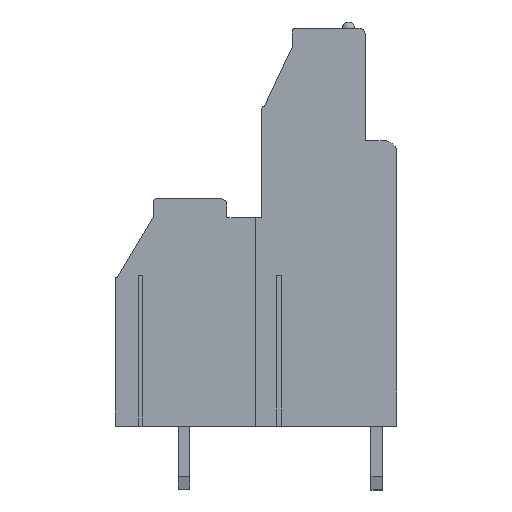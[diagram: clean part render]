
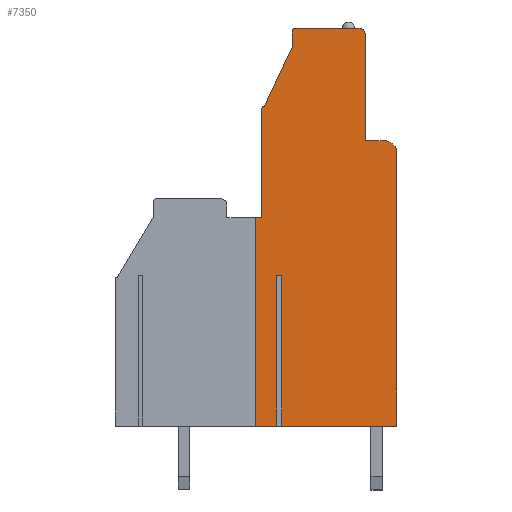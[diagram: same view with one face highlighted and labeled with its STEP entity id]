
A CAD part, top view. The second image highlights one B-rep face of the part: STEP entity #7350.
In plain terms, the highlighted planar face has unit normal (0, 0, 1).
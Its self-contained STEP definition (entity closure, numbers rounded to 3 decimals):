
#13=DIRECTION('',(0.,-1.,0.));
#14=VECTOR('',#13,8.6);
#15=CARTESIAN_POINT('',(-5.15,8.6,33.02));
#16=LINE('',#15,#14);
#17=CARTESIAN_POINT('',(-4.95,8.6,33.02));
#18=DIRECTION('',(0.,0.,1.));
#19=DIRECTION('',(0.,1.,0.));
#20=AXIS2_PLACEMENT_3D('',#17,#18,#19);
#22=DIRECTION('',(-0.424,-0.906,0.));
#23=VECTOR('',#22,5.189);
#24=CARTESIAN_POINT('',(-2.75,13.5,33.02));
#25=LINE('',#24,#23);
#26=DIRECTION('',(0.,-1.,0.));
#27=VECTOR('',#26,1.2);
#28=CARTESIAN_POINT('',(-2.75,14.7,33.02));
#29=LINE('',#28,#27);
#30=CARTESIAN_POINT('',(-2.45,14.7,33.02));
#31=DIRECTION('',(0.,0.,1.));
#32=DIRECTION('',(0.,1.,0.));
#33=AXIS2_PLACEMENT_3D('',#30,#31,#32);
#35=DIRECTION('',(-1.,0.,0.));
#36=VECTOR('',#35,5.);
#37=CARTESIAN_POINT('',(2.55,15.,33.02));
#38=LINE('',#37,#36);
#39=CARTESIAN_POINT('',(2.55,14.5,33.02));
#40=DIRECTION('',(0.,0.,1.));
#41=DIRECTION('',(1.,0.,0.));
#42=AXIS2_PLACEMENT_3D('',#39,#40,#41);
#44=DIRECTION('',(0.,1.,0.));
#45=VECTOR('',#44,8.4);
#46=CARTESIAN_POINT('',(3.05,6.1,33.02));
#47=LINE('',#46,#45);
#48=DIRECTION('',(-1.,0.,0.));
#49=VECTOR('',#48,1.5);
#50=CARTESIAN_POINT('',(4.55,6.1,33.02));
#51=LINE('',#50,#49);
#52=CARTESIAN_POINT('',(4.55,5.1,33.02));
#53=DIRECTION('',(0.,0.,1.));
#54=DIRECTION('',(1.,0.,0.));
#55=AXIS2_PLACEMENT_3D('',#52,#53,#54);
#57=DIRECTION('',(0.,1.,0.));
#58=VECTOR('',#57,21.6);
#59=CARTESIAN_POINT('',(5.55,-16.5,33.02));
#60=LINE('',#59,#58);
#61=DIRECTION('',(0.,1.,0.));
#62=VECTOR('',#61,11.95);
#63=CARTESIAN_POINT('',(-3.56,-16.5,33.02));
#64=LINE('',#63,#62);
#65=DIRECTION('',(-1.,0.,0.));
#66=VECTOR('',#65,0.38);
#67=CARTESIAN_POINT('',(-3.56,-4.55,33.02));
#68=LINE('',#67,#66);
#69=DIRECTION('',(0.,1.,0.));
#70=VECTOR('',#69,11.95);
#71=CARTESIAN_POINT('',(-3.94,-16.5,33.02));
#72=LINE('',#71,#70);
#77=DIRECTION('',(0.,-1.,0.));
#78=VECTOR('',#77,16.5);
#79=CARTESIAN_POINT('',(-5.65,0.,33.02));
#80=LINE('',#79,#78);
#174=DIRECTION('',(1.,0.,0.));
#175=VECTOR('',#174,1.71);
#176=CARTESIAN_POINT('',(-5.65,-16.5,33.02));
#177=LINE('',#176,#175);
#200=DIRECTION('',(1.,0.,0.));
#201=VECTOR('',#200,9.11);
#202=CARTESIAN_POINT('',(-3.56,-16.5,33.02));
#203=LINE('',#202,#201);
#770=DIRECTION('',(-1.,0.,0.));
#771=VECTOR('',#770,0.5);
#772=CARTESIAN_POINT('',(-5.15,0.,33.02));
#773=LINE('',#772,#771);
#5635=CARTESIAN_POINT('',(5.55,-16.5,33.02));
#5636=CARTESIAN_POINT('',(5.55,5.1,33.02));
#5637=VERTEX_POINT('',#5635);
#5638=VERTEX_POINT('',#5636);
#5639=CARTESIAN_POINT('',(4.55,6.1,33.02));
#5640=VERTEX_POINT('',#5639);
#5641=CARTESIAN_POINT('',(3.05,6.1,33.02));
#5642=VERTEX_POINT('',#5641);
#5643=CARTESIAN_POINT('',(3.05,14.5,33.02));
#5644=VERTEX_POINT('',#5643);
#5645=CARTESIAN_POINT('',(2.55,15.,33.02));
#5646=VERTEX_POINT('',#5645);
#5647=CARTESIAN_POINT('',(-2.45,15.,33.02));
#5648=VERTEX_POINT('',#5647);
#5649=CARTESIAN_POINT('',(-2.75,14.7,33.02));
#5650=VERTEX_POINT('',#5649);
#5651=CARTESIAN_POINT('',(-2.75,13.5,33.02));
#5652=VERTEX_POINT('',#5651);
#5653=CARTESIAN_POINT('',(-4.95,8.8,33.02));
#5654=VERTEX_POINT('',#5653);
#5655=CARTESIAN_POINT('',(-5.15,8.6,33.02));
#5656=VERTEX_POINT('',#5655);
#5657=CARTESIAN_POINT('',(-5.15,0.,33.02));
#5658=VERTEX_POINT('',#5657);
#5703=CARTESIAN_POINT('',(-3.56,-4.55,33.02));
#5704=CARTESIAN_POINT('',(-3.94,-4.55,33.02));
#5705=VERTEX_POINT('',#5703);
#5706=VERTEX_POINT('',#5704);
#5707=CARTESIAN_POINT('',(-3.94,-16.5,33.02));
#5708=VERTEX_POINT('',#5707);
#5709=CARTESIAN_POINT('',(-3.56,-16.5,33.02));
#5710=VERTEX_POINT('',#5709);
#5877=CARTESIAN_POINT('',(-5.65,-16.5,33.02));
#5879=VERTEX_POINT('',#5877);
#5881=CARTESIAN_POINT('',(-5.65,0.,33.02));
#5882=VERTEX_POINT('',#5881);
#7307=CARTESIAN_POINT('',(0.,0.,33.02));
#7308=DIRECTION('',(0.,0.,1.));
#7309=DIRECTION('',(1.,0.,0.));
#7310=AXIS2_PLACEMENT_3D('',#7307,#7308,#7309);
#7311=PLANE('',#7310);
#7313=ORIENTED_EDGE('',*,*,#7312,.F.);
#7315=ORIENTED_EDGE('',*,*,#7314,.F.);
#7317=ORIENTED_EDGE('',*,*,#7316,.F.);
#7319=ORIENTED_EDGE('',*,*,#7318,.F.);
#7321=ORIENTED_EDGE('',*,*,#7320,.F.);
#7323=ORIENTED_EDGE('',*,*,#7322,.F.);
#7325=ORIENTED_EDGE('',*,*,#7324,.F.);
#7327=ORIENTED_EDGE('',*,*,#7326,.F.);
#7329=ORIENTED_EDGE('',*,*,#7328,.F.);
#7331=ORIENTED_EDGE('',*,*,#7330,.F.);
#7333=ORIENTED_EDGE('',*,*,#7332,.F.);
#7335=ORIENTED_EDGE('',*,*,#7334,.F.);
#7337=ORIENTED_EDGE('',*,*,#7336,.F.);
#7339=ORIENTED_EDGE('',*,*,#7338,.F.);
#7341=ORIENTED_EDGE('',*,*,#7340,.T.);
#7343=ORIENTED_EDGE('',*,*,#7342,.T.);
#7345=ORIENTED_EDGE('',*,*,#7344,.F.);
#7347=ORIENTED_EDGE('',*,*,#7346,.F.);
#7348=EDGE_LOOP('',(#7313,#7315,#7317,#7319,#7321,#7323,#7325,#7327,#7329,#7331,
#7333,#7335,#7337,#7339,#7341,#7343,#7345,#7347));
#7349=FACE_OUTER_BOUND('',#7348,.F.);
#21=CIRCLE('',#20,0.2);
#34=CIRCLE('',#33,0.3);
#43=CIRCLE('',#42,0.5);
#56=CIRCLE('',#55,1.);
#7312=EDGE_CURVE('',#5882,#5879,#80,.T.);
#7314=EDGE_CURVE('',#5658,#5882,#773,.T.);
#7316=EDGE_CURVE('',#5656,#5658,#16,.T.);
#7318=EDGE_CURVE('',#5654,#5656,#21,.T.);
#7320=EDGE_CURVE('',#5652,#5654,#25,.T.);
#7322=EDGE_CURVE('',#5650,#5652,#29,.T.);
#7324=EDGE_CURVE('',#5648,#5650,#34,.T.);
#7326=EDGE_CURVE('',#5646,#5648,#38,.T.);
#7328=EDGE_CURVE('',#5644,#5646,#43,.T.);
#7330=EDGE_CURVE('',#5642,#5644,#47,.T.);
#7332=EDGE_CURVE('',#5640,#5642,#51,.T.);
#7334=EDGE_CURVE('',#5638,#5640,#56,.T.);
#7336=EDGE_CURVE('',#5637,#5638,#60,.T.);
#7338=EDGE_CURVE('',#5710,#5637,#203,.T.);
#7340=EDGE_CURVE('',#5710,#5705,#64,.T.);
#7342=EDGE_CURVE('',#5705,#5706,#68,.T.);
#7344=EDGE_CURVE('',#5708,#5706,#72,.T.);
#7346=EDGE_CURVE('',#5879,#5708,#177,.T.);
#7350=ADVANCED_FACE('',(#7349),#7311,.T.);
